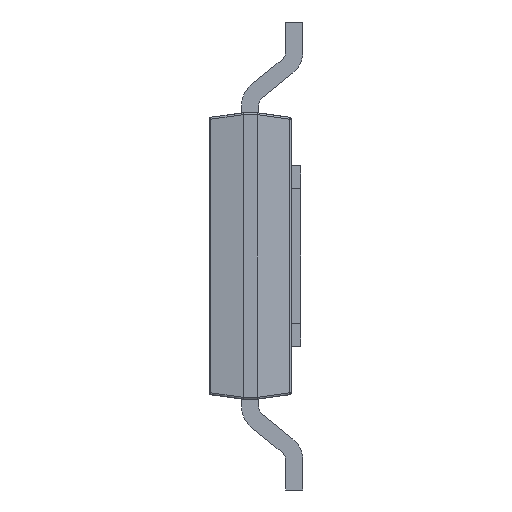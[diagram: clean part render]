
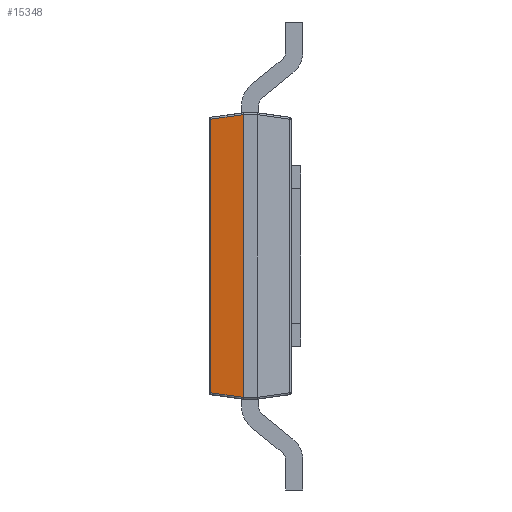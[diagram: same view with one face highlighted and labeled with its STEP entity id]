
A CAD part, left-side view. The second image highlights one B-rep face of the part: STEP entity #15348.
In plain terms, the highlighted planar face has unit normal (-0.99, 0.139, 0).
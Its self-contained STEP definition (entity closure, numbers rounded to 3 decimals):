
#411 = EDGE_LOOP ( 'NONE', ( #4315, #10240, #2333, #7387, #3159, #17033 ) ) ;
#1008 = EDGE_CURVE ( 'NONE', #6796, #9115, #3729, .T. ) ;
#2333 = ORIENTED_EDGE ( 'NONE', *, *, #17300, .F. ) ;
#2541 = DIRECTION ( 'NONE',  ( 0., 0., -1. ) ) ;
#2660 = DIRECTION ( 'NONE',  ( 0.99, -0.139, 0. ) ) ;
#3159 = ORIENTED_EDGE ( 'NONE', *, *, #15036, .F. ) ;
#3339 = VERTEX_POINT ( 'NONE', #5405 ) ;
#3535 = VERTEX_POINT ( 'NONE', #14099 ) ;
#3729 = LINE ( 'NONE', #12864, #11068 ) ;
#3822 = VECTOR ( 'NONE', #2541, 1000. ) ;
#3947 = DIRECTION ( 'NONE',  ( -0.138, -0.981, -0.138 ) ) ;
#4315 = ORIENTED_EDGE ( 'NONE', *, *, #17556, .T. ) ;
#5405 = CARTESIAN_POINT ( 'NONE',  ( -2.019, 0.624, 1.48 ) ) ;
#5636 = CARTESIAN_POINT ( 'NONE',  ( -1.972, 0.963, 1.433 ) ) ;
#6779 = CARTESIAN_POINT ( 'NONE',  ( -2.019, 0.624, 1.5 ) ) ;
#6796 = VERTEX_POINT ( 'NONE', #17955 ) ;
#7361 = VERTEX_POINT ( 'NONE', #9025 ) ;
#7383 = CARTESIAN_POINT ( 'NONE',  ( -2.019, 0.624, -1.48 ) ) ;
#7387 = ORIENTED_EDGE ( 'NONE', *, *, #1008, .F. ) ;
#7590 = VECTOR ( 'NONE', #11240, 1000. ) ;
#8516 = VECTOR ( 'NONE', #3947, 1000. ) ;
#8639 = VECTOR ( 'NONE', #18466, 1000. ) ;
#8698 = EDGE_CURVE ( 'NONE', #7361, #3535, #18724, .T. ) ;
#9025 = CARTESIAN_POINT ( 'NONE',  ( -1.972, 0.963, -1.433 ) ) ;
#9115 = VERTEX_POINT ( 'NONE', #7383 ) ;
#9243 = EDGE_CURVE ( 'NONE', #3339, #11231, #11198, .T. ) ;
#9673 = LINE ( 'NONE', #15574, #3822 ) ;
#10031 = VECTOR ( 'NONE', #18371, 1000. ) ;
#10240 = ORIENTED_EDGE ( 'NONE', *, *, #8698, .T. ) ;
#11039 = DIRECTION ( 'NONE',  ( 0., 0., 1. ) ) ;
#11068 = VECTOR ( 'NONE', #15431, 1000. ) ;
#11198 = LINE ( 'NONE', #18555, #8639 ) ;
#11231 = VERTEX_POINT ( 'NONE', #5636 ) ;
#11240 = DIRECTION ( 'NONE',  ( 0., 0., -1. ) ) ;
#11871 = AXIS2_PLACEMENT_3D ( 'NONE', #12743, #2660, #11039 ) ;
#12720 = LINE ( 'NONE', #6779, #10031 ) ;
#12743 = CARTESIAN_POINT ( 'NONE',  ( -1.969, 0.98, 0. ) ) ;
#12864 = CARTESIAN_POINT ( 'NONE',  ( -2.019, 0.624, 1.5 ) ) ;
#14099 = CARTESIAN_POINT ( 'NONE',  ( -2.019, 0.624, -1.48 ) ) ;
#15036 = EDGE_CURVE ( 'NONE', #3339, #6796, #9673, .T. ) ;
#15348 = ADVANCED_FACE ( 'NONE', ( #15603 ), #18297, .F. ) ;
#15431 = DIRECTION ( 'NONE',  ( 0., 0., -1. ) ) ;
#15574 = CARTESIAN_POINT ( 'NONE',  ( -2.019, 0.624, 1.5 ) ) ;
#15603 = FACE_OUTER_BOUND ( 'NONE', #411, .T. ) ;
#17033 = ORIENTED_EDGE ( 'NONE', *, *, #9243, .T. ) ;
#17300 = EDGE_CURVE ( 'NONE', #9115, #3535, #12720, .T. ) ;
#17556 = EDGE_CURVE ( 'NONE', #11231, #7361, #18508, .T. ) ;
#17955 = CARTESIAN_POINT ( 'NONE',  ( -2.019, 0.624, 1.48 ) ) ;
#18297 = PLANE ( 'NONE',  #11871 ) ;
#18371 = DIRECTION ( 'NONE',  ( 0., 0., -1. ) ) ;
#18415 = CARTESIAN_POINT ( 'NONE',  ( -1.972, 0.963, -1.45 ) ) ;
#18466 = DIRECTION ( 'NONE',  ( 0.138, 0.981, -0.138 ) ) ;
#18508 = LINE ( 'NONE', #18415, #7590 ) ;
#18555 = CARTESIAN_POINT ( 'NONE',  ( -1.942, 1.173, 1.403 ) ) ;
#18724 = LINE ( 'NONE', #18896, #8516 ) ;
#18896 = CARTESIAN_POINT ( 'NONE',  ( -1.942, 1.173, -1.403 ) ) ;
